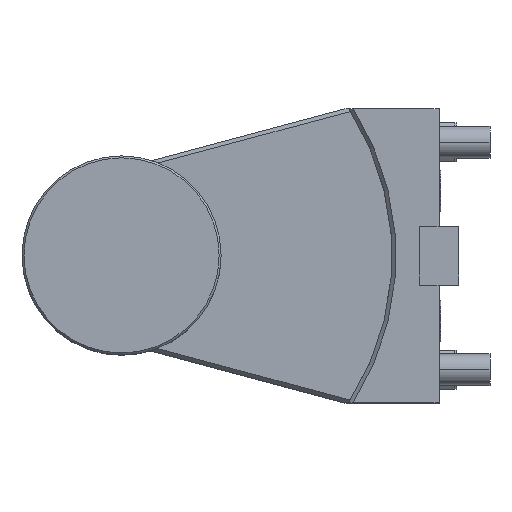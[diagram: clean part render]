
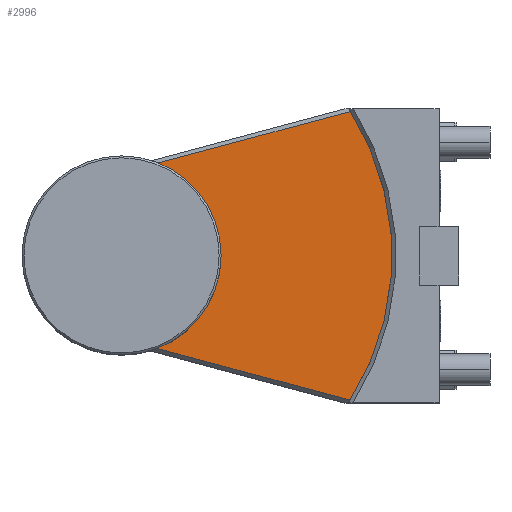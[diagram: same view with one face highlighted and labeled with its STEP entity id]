
A CAD part, top view. The second image highlights one B-rep face of the part: STEP entity #2996.
In plain terms, the highlighted planar face has unit normal (0, 0, 1).
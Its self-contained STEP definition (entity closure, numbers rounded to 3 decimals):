
#588=DIRECTION('',(0.966,0.259,0.));
#589=VECTOR('',#588,65.209);
#590=CARTESIAN_POINT('',(-85.637,19.949,21.));
#591=LINE('',#590,#589);
#592=CARTESIAN_POINT('',(-81.,0.,21.));
#593=DIRECTION('',(0.,0.,1.));
#594=DIRECTION('',(0.846,-0.534,0.));
#595=AXIS2_PLACEMENT_3D('',#592,#593,#594);
#597=DIRECTION('',(-0.966,0.259,0.));
#598=VECTOR('',#597,65.209);
#599=CARTESIAN_POINT('',(-22.649,-36.827,21.));
#600=LINE('',#599,#598);
#601=DIRECTION('',(-0.707,0.707,0.));
#602=VECTOR('',#601,16.07);
#603=CARTESIAN_POINT('',(-85.637,-19.949,21.));
#604=LINE('',#603,#602);
#605=DIRECTION('',(0.,1.,0.));
#606=VECTOR('',#605,17.172);
#607=CARTESIAN_POINT('',(-97.,-8.586,21.));
#608=LINE('',#607,#606);
#609=DIRECTION('',(0.707,0.707,0.));
#610=VECTOR('',#609,16.07);
#611=CARTESIAN_POINT('',(-97.,8.586,21.));
#612=LINE('',#611,#610);
#613=CARTESIAN_POINT('',(-81.,0.,21.));
#614=DIRECTION('',(0.,0.,1.));
#615=DIRECTION('',(0.,1.,0.));
#616=AXIS2_PLACEMENT_3D('',#613,#614,#615);
#618=CARTESIAN_POINT('',(-81.,0.,21.));
#619=DIRECTION('',(0.,0.,1.));
#620=DIRECTION('',(0.,-1.,0.));
#621=AXIS2_PLACEMENT_3D('',#618,#619,#620);
#1916=CARTESIAN_POINT('',(-85.637,19.949,21.));
#1917=CARTESIAN_POINT('',(-22.649,36.827,21.));
#1918=VERTEX_POINT('',#1916);
#1919=VERTEX_POINT('',#1917);
#1926=CARTESIAN_POINT('',(-97.,8.586,21.));
#1927=VERTEX_POINT('',#1926);
#1930=CARTESIAN_POINT('',(-97.,-8.586,21.));
#1931=VERTEX_POINT('',#1930);
#1932=CARTESIAN_POINT('',(-85.637,-19.949,21.));
#1933=VERTEX_POINT('',#1932);
#1938=CARTESIAN_POINT('',(-22.649,-36.827,21.));
#1939=VERTEX_POINT('',#1938);
#2183=CARTESIAN_POINT('',(-81.,9.45,21.));
#2184=CARTESIAN_POINT('',(-81.,-9.45,21.));
#2185=VERTEX_POINT('',#2183);
#2186=VERTEX_POINT('',#2184);
#2972=CARTESIAN_POINT('',(0.,0.,21.));
#2973=DIRECTION('',(0.,0.,1.));
#2974=DIRECTION('',(0.,1.,0.));
#2975=AXIS2_PLACEMENT_3D('',#2972,#2973,#2974);
#2976=PLANE('',#2975);
#2978=ORIENTED_EDGE('',*,*,#2977,.T.);
#2980=ORIENTED_EDGE('',*,*,#2979,.F.);
#2982=ORIENTED_EDGE('',*,*,#2981,.T.);
#2983=ORIENTED_EDGE('',*,*,#2962,.T.);
#2985=ORIENTED_EDGE('',*,*,#2984,.T.);
#2987=ORIENTED_EDGE('',*,*,#2986,.T.);
#2988=EDGE_LOOP('',(#2978,#2980,#2982,#2983,#2985,#2987));
#2989=FACE_OUTER_BOUND('',#2988,.F.);
#2991=ORIENTED_EDGE('',*,*,#2990,.T.);
#2993=ORIENTED_EDGE('',*,*,#2992,.T.);
#2994=EDGE_LOOP('',(#2991,#2993));
#2995=FACE_BOUND('',#2994,.F.);
#2996=ADVANCED_FACE('',(#2989,#2995),#2976,.T.);
#596=CIRCLE('',#595,69.);
#617=CIRCLE('',#616,9.45);
#622=CIRCLE('',#621,9.45);
#2962=EDGE_CURVE('',#1933,#1931,#604,.T.);
#2977=EDGE_CURVE('',#1918,#1919,#591,.T.);
#2979=EDGE_CURVE('',#1939,#1919,#596,.T.);
#2981=EDGE_CURVE('',#1939,#1933,#600,.T.);
#2984=EDGE_CURVE('',#1931,#1927,#608,.T.);
#2986=EDGE_CURVE('',#1927,#1918,#612,.T.);
#2990=EDGE_CURVE('',#2185,#2186,#617,.T.);
#2992=EDGE_CURVE('',#2186,#2185,#622,.T.);
